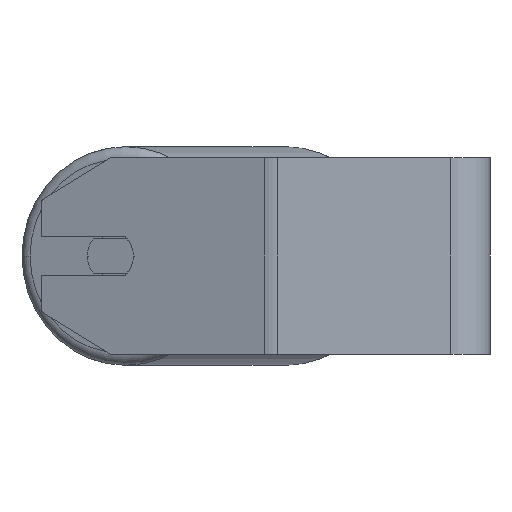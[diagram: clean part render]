
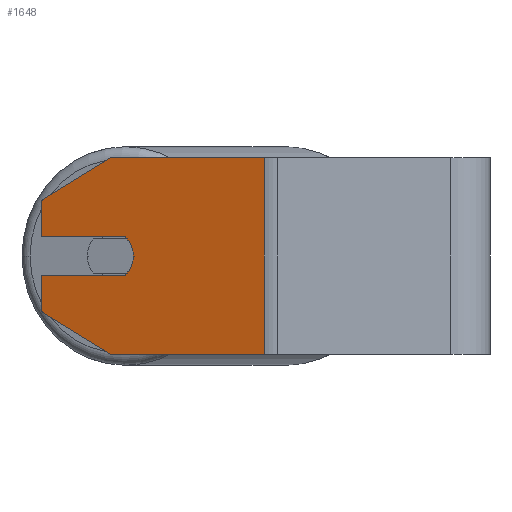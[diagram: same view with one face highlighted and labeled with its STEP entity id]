
A CAD part, left-side view. The second image highlights one B-rep face of the part: STEP entity #1648.
In plain terms, the highlighted planar face has unit normal (-0.94, 0.342, 0).
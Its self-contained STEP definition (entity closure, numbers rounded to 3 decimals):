
#91 = LINE ( 'NONE', #4941, #940 ) ;
#184 = CARTESIAN_POINT ( 'NONE',  ( -210.98, 182.716, -8. ) ) ;
#213 = VERTEX_POINT ( 'NONE', #3779 ) ;
#301 = FACE_OUTER_BOUND ( 'NONE', #3706, .T. ) ;
#393 = DIRECTION ( 'NONE',  ( -0.296, -0.814, -0.5 ) ) ;
#445 = CARTESIAN_POINT ( 'NONE',  ( -210.98, 182.716, 40. ) ) ;
#452 = CARTESIAN_POINT ( 'NONE',  ( -210.98, 182.716, -22.679 ) ) ;
#463 = CARTESIAN_POINT ( 'NONE',  ( -221.241, 154.525, -40. ) ) ;
#493 = ORIENTED_EDGE ( 'NONE', *, *, #6940, .F. ) ;
#515 = EDGE_CURVE ( 'NONE', #2054, #5248, #5757, .T. ) ;
#752 = ORIENTED_EDGE ( 'NONE', *, *, #1435, .T. ) ;
#829 = CIRCLE ( 'NONE', #6148, 10. ) ;
#851 = VERTEX_POINT ( 'NONE', #3624 ) ;
#881 = VECTOR ( 'NONE', #3570, 1000. ) ;
#909 = EDGE_CURVE ( 'NONE', #2404, #6939, #1492, .T. ) ;
#929 = CARTESIAN_POINT ( 'NONE',  ( -210.98, 182.716, 40. ) ) ;
#940 = VECTOR ( 'NONE', #1195, 1000. ) ;
#1022 = CARTESIAN_POINT ( 'NONE',  ( -221.241, 154.525, 40. ) ) ;
#1029 = EDGE_CURVE ( 'NONE', #5007, #5949, #829, .T. ) ;
#1195 = DIRECTION ( 'NONE',  ( -0.342, -0.94, 0. ) ) ;
#1203 = CARTESIAN_POINT ( 'NONE',  ( -221.241, 154.525, 0. ) ) ;
#1214 = DIRECTION ( 'NONE',  ( 0., 0., -1. ) ) ;
#1372 = VERTEX_POINT ( 'NONE', #1022 ) ;
#1394 = DIRECTION ( 'NONE',  ( 0., 0., -1. ) ) ;
#1435 = EDGE_CURVE ( 'NONE', #6177, #213, #91, .T. ) ;
#1461 = EDGE_CURVE ( 'NONE', #5949, #5248, #4446, .T. ) ;
#1492 = LINE ( 'NONE', #6880, #4659 ) ;
#1510 = LINE ( 'NONE', #3032, #881 ) ;
#1602 = CARTESIAN_POINT ( 'NONE',  ( -223.293, 148.887, 8. ) ) ;
#1618 = CARTESIAN_POINT ( 'NONE',  ( -210.98, 182.716, 8. ) ) ;
#1648 = ADVANCED_FACE ( 'NONE', ( #301 ), #5161, .F. ) ;
#1709 = LINE ( 'NONE', #4966, #6626 ) ;
#1818 = ORIENTED_EDGE ( 'NONE', *, *, #909, .T. ) ;
#2054 = VERTEX_POINT ( 'NONE', #4090 ) ;
#2124 = ORIENTED_EDGE ( 'NONE', *, *, #5583, .F. ) ;
#2260 = DIRECTION ( 'NONE',  ( -0.342, -0.94, 0. ) ) ;
#2404 = VERTEX_POINT ( 'NONE', #184 ) ;
#2458 = CARTESIAN_POINT ( 'NONE',  ( -210.98, 182.716, 40. ) ) ;
#2693 = VECTOR ( 'NONE', #5393, 1000. ) ;
#3032 = CARTESIAN_POINT ( 'NONE',  ( -210.98, 182.716, -8. ) ) ;
#3042 = AXIS2_PLACEMENT_3D ( 'NONE', #6898, #5201, #3177 ) ;
#3075 = ORIENTED_EDGE ( 'NONE', *, *, #5422, .T. ) ;
#3112 = CARTESIAN_POINT ( 'NONE',  ( -210.98, 182.716, 8. ) ) ;
#3177 = DIRECTION ( 'NONE',  ( -0.342, -0.94, 0. ) ) ;
#3225 = VECTOR ( 'NONE', #393, 1000. ) ;
#3321 = EDGE_CURVE ( 'NONE', #851, #213, #1709, .T. ) ;
#3360 = DIRECTION ( 'NONE',  ( -0.94, 0.342, 0. ) ) ;
#3570 = DIRECTION ( 'NONE',  ( -0.342, -0.94, 0. ) ) ;
#3624 = CARTESIAN_POINT ( 'NONE',  ( -244.035, 91.898, 40. ) ) ;
#3680 = EDGE_CURVE ( 'NONE', #6939, #6177, #6319, .T. ) ;
#3706 = EDGE_LOOP ( 'NONE', ( #493, #2124, #1818, #5037, #752, #5540, #5127, #3075, #4501, #5565, #4825 ) ) ;
#3779 = CARTESIAN_POINT ( 'NONE',  ( -244.035, 91.898, -40. ) ) ;
#3780 = DIRECTION ( 'NONE',  ( 0.342, 0.94, 0. ) ) ;
#3957 = CIRCLE ( 'NONE', #3042, 10. ) ;
#4049 = VECTOR ( 'NONE', #5019, 1000. ) ;
#4090 = CARTESIAN_POINT ( 'NONE',  ( -210.98, 182.716, 22.679 ) ) ;
#4096 = VECTOR ( 'NONE', #6817, 1000. ) ;
#4320 = CARTESIAN_POINT ( 'NONE',  ( -224.661, 145.128, 0. ) ) ;
#4441 = VECTOR ( 'NONE', #3780, 1000. ) ;
#4446 = LINE ( 'NONE', #1618, #4441 ) ;
#4501 = ORIENTED_EDGE ( 'NONE', *, *, #515, .T. ) ;
#4502 = CARTESIAN_POINT ( 'NONE',  ( -223.293, 148.887, -8. ) ) ;
#4622 = DIRECTION ( 'NONE',  ( 0.94, -0.342, 0. ) ) ;
#4659 = VECTOR ( 'NONE', #1394, 1000. ) ;
#4825 = ORIENTED_EDGE ( 'NONE', *, *, #1029, .F. ) ;
#4941 = CARTESIAN_POINT ( 'NONE',  ( -210.98, 182.716, -40. ) ) ;
#4966 = CARTESIAN_POINT ( 'NONE',  ( -244.035, 91.898, 40. ) ) ;
#5007 = VERTEX_POINT ( 'NONE', #4320 ) ;
#5019 = DIRECTION ( 'NONE',  ( 0.296, 0.814, -0.5 ) ) ;
#5037 = ORIENTED_EDGE ( 'NONE', *, *, #3680, .T. ) ;
#5127 = ORIENTED_EDGE ( 'NONE', *, *, #5974, .F. ) ;
#5161 = PLANE ( 'NONE',  #5914 ) ;
#5201 = DIRECTION ( 'NONE',  ( -0.94, 0.342, 0. ) ) ;
#5248 = VERTEX_POINT ( 'NONE', #3112 ) ;
#5393 = DIRECTION ( 'NONE',  ( -0.342, -0.94, 0. ) ) ;
#5422 = EDGE_CURVE ( 'NONE', #1372, #2054, #6760, .T. ) ;
#5540 = ORIENTED_EDGE ( 'NONE', *, *, #3321, .F. ) ;
#5565 = ORIENTED_EDGE ( 'NONE', *, *, #1461, .F. ) ;
#5583 = EDGE_CURVE ( 'NONE', #2404, #6229, #1510, .T. ) ;
#5626 = CARTESIAN_POINT ( 'NONE',  ( -210.98, 182.716, 22.679 ) ) ;
#5706 = CARTESIAN_POINT ( 'NONE',  ( -221.241, 154.525, -40. ) ) ;
#5728 = DIRECTION ( 'NONE',  ( 0.342, 0.94, 0. ) ) ;
#5757 = LINE ( 'NONE', #445, #4096 ) ;
#5780 = LINE ( 'NONE', #929, #2693 ) ;
#5914 = AXIS2_PLACEMENT_3D ( 'NONE', #2458, #4622, #5728 ) ;
#5949 = VERTEX_POINT ( 'NONE', #1602 ) ;
#5974 = EDGE_CURVE ( 'NONE', #1372, #851, #5780, .T. ) ;
#6148 = AXIS2_PLACEMENT_3D ( 'NONE', #1203, #3360, #2260 ) ;
#6177 = VERTEX_POINT ( 'NONE', #5706 ) ;
#6229 = VERTEX_POINT ( 'NONE', #4502 ) ;
#6319 = LINE ( 'NONE', #463, #3225 ) ;
#6626 = VECTOR ( 'NONE', #1214, 1000. ) ;
#6760 = LINE ( 'NONE', #5626, #4049 ) ;
#6817 = DIRECTION ( 'NONE',  ( 0., 0., -1. ) ) ;
#6880 = CARTESIAN_POINT ( 'NONE',  ( -210.98, 182.716, 40. ) ) ;
#6898 = CARTESIAN_POINT ( 'NONE',  ( -221.241, 154.525, 0. ) ) ;
#6939 = VERTEX_POINT ( 'NONE', #452 ) ;
#6940 = EDGE_CURVE ( 'NONE', #6229, #5007, #3957, .T. ) ;
